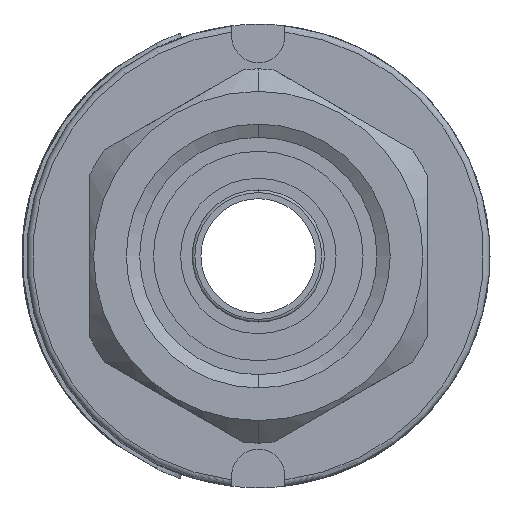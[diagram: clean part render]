
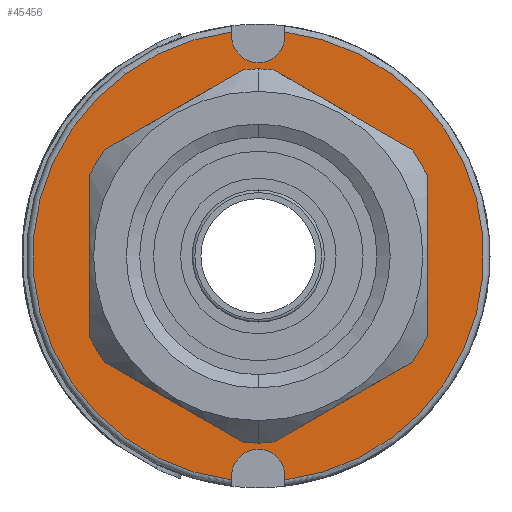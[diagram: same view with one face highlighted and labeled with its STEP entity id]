
A CAD part, left-side view. The second image highlights one B-rep face of the part: STEP entity #45456.
In plain terms, the highlighted planar face has unit normal (-1, 0, 0).
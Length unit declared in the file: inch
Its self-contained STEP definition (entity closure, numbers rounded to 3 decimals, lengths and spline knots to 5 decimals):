
#1389 = ORIENTED_EDGE ( 'NONE', *, *, #113053, .F. ) ;
#2555 = CARTESIAN_POINT ( 'NONE',  ( -0.159, 0.5425, 0. ) ) ;
#4432 = CARTESIAN_POINT ( 'NONE',  ( -0.159, -0.529, -0.064 ) ) ;
#7253 = DIRECTION ( 'NONE',  ( -1., 0., 0. ) ) ;
#7850 = CARTESIAN_POINT ( 'NONE',  ( -0.159, -0.63245, 0.064 ) ) ;
#10255 = EDGE_CURVE ( 'NONE', #73890, #96160, #79344, .T. ) ;
#11671 = CIRCLE ( 'NONE', #43556, 0.3425 ) ;
#12545 = FACE_BOUND ( 'NONE', #86758, .T. ) ;
#13438 = DIRECTION ( 'NONE',  ( 0., 1., 0. ) ) ;
#14058 = ORIENTED_EDGE ( 'NONE', *, *, #23442, .F. ) ;
#14721 = CARTESIAN_POINT ( 'NONE',  ( -0.159, 0.465, 0. ) ) ;
#15660 = ORIENTED_EDGE ( 'NONE', *, *, #27868, .F. ) ;
#20315 = CARTESIAN_POINT ( 'NONE',  ( -0.159, -0.529, 0.064 ) ) ;
#20701 = VERTEX_POINT ( 'NONE', #89311 ) ;
#20756 = CIRCLE ( 'NONE', #86792, 0.3425 ) ;
#22050 = DIRECTION ( 'NONE',  ( 0., 1., 0. ) ) ;
#22651 = VERTEX_POINT ( 'NONE', #89804 ) ;
#22888 = AXIS2_PLACEMENT_3D ( 'NONE', #42359, #110055, #98604 ) ;
#23442 = EDGE_CURVE ( 'NONE', #51598, #86978, #11671, .T. ) ;
#24640 = CARTESIAN_POINT ( 'NONE',  ( -0.159, -0.53871, -0.064 ) ) ;
#27868 = EDGE_CURVE ( 'NONE', #22651, #69266, #57600, .T. ) ;
#28587 = CARTESIAN_POINT ( 'NONE',  ( -0.159, 0., 0. ) ) ;
#31308 = CIRCLE ( 'NONE', #111003, 0.5425 ) ;
#38522 = DIRECTION ( 'NONE',  ( 0., -1., 0. ) ) ;
#39523 = CIRCLE ( 'NONE', #119246, 0.5425 ) ;
#42230 = VECTOR ( 'NONE', #59974, 39.37008 ) ;
#42359 = CARTESIAN_POINT ( 'NONE',  ( -0.159, 0.529, 0. ) ) ;
#43556 = AXIS2_PLACEMENT_3D ( 'NONE', #62790, #7253, #106342 ) ;
#44110 = DIRECTION ( 'NONE',  ( -1., 0., 0. ) ) ;
#44662 = PLANE ( 'NONE',  #83065 ) ;
#45361 = DIRECTION ( 'NONE',  ( 0., 1., 0. ) ) ;
#45456 = ADVANCED_FACE ( 'NONE', ( #12545, #109576 ), #44662, .F. ) ;
#46764 = DIRECTION ( 'NONE',  ( -1., 0., 0. ) ) ;
#47945 = CIRCLE ( 'NONE', #22888, 0.064 ) ;
#48715 = EDGE_CURVE ( 'NONE', #81029, #69266, #31308, .T. ) ;
#51236 = VERTEX_POINT ( 'NONE', #119768 ) ;
#51598 = VERTEX_POINT ( 'NONE', #73820 ) ;
#52056 = LINE ( 'NONE', #7850, #87342 ) ;
#52940 = EDGE_CURVE ( 'NONE', #86978, #51598, #20756, .T. ) ;
#55530 = EDGE_LOOP ( 'NONE', ( #113073, #74366, #80506, #1389, #74384, #15660, #72289, #73495, #129940 ) ) ;
#56585 = VERTEX_POINT ( 'NONE', #14721 ) ;
#56838 = DIRECTION ( 'NONE',  ( 0., 1., 0. ) ) ;
#57600 = LINE ( 'NONE', #111184, #138276 ) ;
#59974 = DIRECTION ( 'NONE',  ( 0., -1., 0. ) ) ;
#62790 = CARTESIAN_POINT ( 'NONE',  ( -0.159, 0., 0. ) ) ;
#64301 = ORIENTED_EDGE ( 'NONE', *, *, #52940, .F. ) ;
#67099 = EDGE_CURVE ( 'NONE', #56585, #22651, #47945, .T. ) ;
#68397 = EDGE_CURVE ( 'NONE', #78249, #73890, #82325, .T. ) ;
#69266 = VERTEX_POINT ( 'NONE', #70364 ) ;
#69289 = CARTESIAN_POINT ( 'NONE',  ( -0.159, -0.529, -0.064 ) ) ;
#70364 = CARTESIAN_POINT ( 'NONE',  ( -0.159, 0.53871, 0.064 ) ) ;
#70829 = EDGE_CURVE ( 'NONE', #51236, #20701, #116726, .T. ) ;
#72289 = ORIENTED_EDGE ( 'NONE', *, *, #67099, .F. ) ;
#73239 = CARTESIAN_POINT ( 'NONE',  ( -0.159, 0., 0. ) ) ;
#73495 = ORIENTED_EDGE ( 'NONE', *, *, #133374, .F. ) ;
#73820 = CARTESIAN_POINT ( 'NONE',  ( -0.159, 0.3425, 0. ) ) ;
#73890 = VERTEX_POINT ( 'NONE', #69289 ) ;
#74366 = ORIENTED_EDGE ( 'NONE', *, *, #10255, .F. ) ;
#74384 = ORIENTED_EDGE ( 'NONE', *, *, #48715, .T. ) ;
#76731 = DIRECTION ( 'NONE',  ( 0., -1., 0. ) ) ;
#78249 = VERTEX_POINT ( 'NONE', #20315 ) ;
#79344 = LINE ( 'NONE', #4432, #42230 ) ;
#79978 = AXIS2_PLACEMENT_3D ( 'NONE', #130390, #44110, #22050 ) ;
#80506 = ORIENTED_EDGE ( 'NONE', *, *, #68397, .F. ) ;
#81029 = VERTEX_POINT ( 'NONE', #122953 ) ;
#82033 = DIRECTION ( 'NONE',  ( 0., 1., 0. ) ) ;
#82325 = CIRCLE ( 'NONE', #79978, 0.064 ) ;
#83065 = AXIS2_PLACEMENT_3D ( 'NONE', #2555, #140955, #45361 ) ;
#83441 = DIRECTION ( 'NONE',  ( -1., 0., 0. ) ) ;
#86758 = EDGE_LOOP ( 'NONE', ( #64301, #14058 ) ) ;
#86792 = AXIS2_PLACEMENT_3D ( 'NONE', #73239, #105355, #116782 ) ;
#86978 = VERTEX_POINT ( 'NONE', #106009 ) ;
#87342 = VECTOR ( 'NONE', #82033, 39.37008 ) ;
#89311 = CARTESIAN_POINT ( 'NONE',  ( -0.159, 0.529, -0.064 ) ) ;
#89804 = CARTESIAN_POINT ( 'NONE',  ( -0.159, 0.529, 0.064 ) ) ;
#96160 = VERTEX_POINT ( 'NONE', #24640 ) ;
#98604 = DIRECTION ( 'NONE',  ( 0., 1., 0. ) ) ;
#99656 = CARTESIAN_POINT ( 'NONE',  ( -0.159, 0.529, 0. ) ) ;
#100258 = CIRCLE ( 'NONE', #111704, 0.064 ) ;
#102958 = VECTOR ( 'NONE', #103900, 39.37008 ) ;
#103900 = DIRECTION ( 'NONE',  ( 0., -1., 0. ) ) ;
#105355 = DIRECTION ( 'NONE',  ( -1., 0., 0. ) ) ;
#106009 = CARTESIAN_POINT ( 'NONE',  ( -0.159, -0.3425, 0. ) ) ;
#106342 = DIRECTION ( 'NONE',  ( 0., -1., 0. ) ) ;
#109576 = FACE_OUTER_BOUND ( 'NONE', #55530, .T. ) ;
#110055 = DIRECTION ( 'NONE',  ( -1., 0., 0. ) ) ;
#111003 = AXIS2_PLACEMENT_3D ( 'NONE', #119546, #46764, #76731 ) ;
#111184 = CARTESIAN_POINT ( 'NONE',  ( -0.159, 0.63245, 0.064 ) ) ;
#111704 = AXIS2_PLACEMENT_3D ( 'NONE', #99656, #119681, #56838 ) ;
#113014 = EDGE_CURVE ( 'NONE', #51236, #96160, #39523, .T. ) ;
#113053 = EDGE_CURVE ( 'NONE', #81029, #78249, #52056, .T. ) ;
#113073 = ORIENTED_EDGE ( 'NONE', *, *, #113014, .T. ) ;
#115347 = CARTESIAN_POINT ( 'NONE',  ( -0.159, 0.529, -0.064 ) ) ;
#116726 = LINE ( 'NONE', #115347, #102958 ) ;
#116782 = DIRECTION ( 'NONE',  ( 0., -1., 0. ) ) ;
#119246 = AXIS2_PLACEMENT_3D ( 'NONE', #28587, #83441, #38522 ) ;
#119546 = CARTESIAN_POINT ( 'NONE',  ( -0.159, 0., 0. ) ) ;
#119681 = DIRECTION ( 'NONE',  ( -1., 0., 0. ) ) ;
#119768 = CARTESIAN_POINT ( 'NONE',  ( -0.159, 0.53871, -0.064 ) ) ;
#122953 = CARTESIAN_POINT ( 'NONE',  ( -0.159, -0.53871, 0.064 ) ) ;
#129940 = ORIENTED_EDGE ( 'NONE', *, *, #70829, .F. ) ;
#130390 = CARTESIAN_POINT ( 'NONE',  ( -0.159, -0.529, 0. ) ) ;
#133374 = EDGE_CURVE ( 'NONE', #20701, #56585, #100258, .T. ) ;
#138276 = VECTOR ( 'NONE', #13438, 39.37008 ) ;
#140955 = DIRECTION ( 'NONE',  ( 1., 0., 0. ) ) ;
